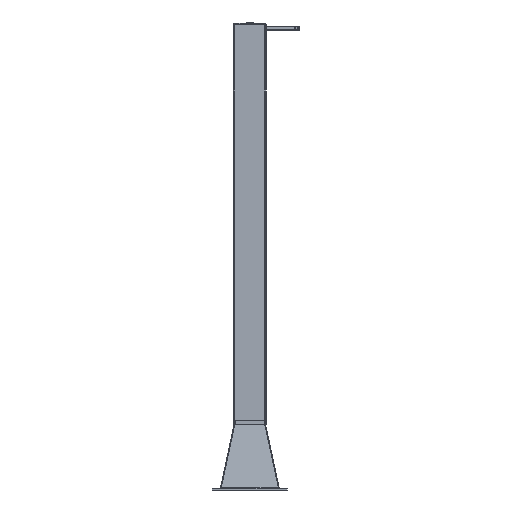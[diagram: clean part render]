
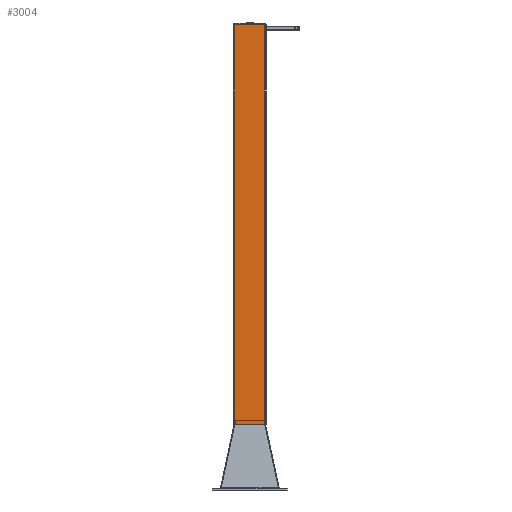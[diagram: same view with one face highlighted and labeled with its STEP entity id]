
A CAD part, left-side view. The second image highlights one B-rep face of the part: STEP entity #3004.
In plain terms, the highlighted face is planar.
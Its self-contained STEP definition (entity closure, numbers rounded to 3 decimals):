
#3004=ADVANCED_FACE('',(#5349),#5350,.T.);
#5349=FACE_OUTER_BOUND('',#8206,.T.);
#5350=PLANE('',#8207);
#8206=EDGE_LOOP('',(#18254,#18255,#18256,#18257));
#8207=AXIS2_PLACEMENT_3D('',#18258,#18259,#18260);
#18254=ORIENTED_EDGE('',*,*,#20189,.T.);
#18255=ORIENTED_EDGE('',*,*,#20694,.F.);
#18256=ORIENTED_EDGE('',*,*,#21422,.T.);
#18257=ORIENTED_EDGE('',*,*,#20601,.T.);
#18258=CARTESIAN_POINT('',(0.,-125.,0.));
#18259=DIRECTION('',(0.,-1.,0.));
#18260=DIRECTION('',(1.,0.,0.));
#20189=EDGE_CURVE('',#22249,#22247,#22250,.T.);
#20601=EDGE_CURVE('',#22919,#22249,#22920,.T.);
#20694=EDGE_CURVE('',#23061,#22247,#23063,.T.);
#21422=EDGE_CURVE('',#23061,#22919,#24047,.T.);
#22247=VERTEX_POINT('',#25514);
#22249=VERTEX_POINT('',#25516);
#22250=LINE('',#25517,#25518);
#22919=VERTEX_POINT('',#27182);
#22920=LINE('',#27183,#27184);
#23061=VERTEX_POINT('',#27629);
#23063=LINE('',#27631,#27632);
#24047=LINE('',#30381,#30382);
#25514=CARTESIAN_POINT('',(-113.,-125.,3000.));
#25516=CARTESIAN_POINT('',(113.,-125.,3000.));
#25517=CARTESIAN_POINT('',(-113.,-125.,3000.));
#25518=VECTOR('',#31720,1.);
#27182=CARTESIAN_POINT('',(113.,-125.,0.));
#27183=CARTESIAN_POINT('',(113.,-125.,0.));
#27184=VECTOR('',#32157,1.);
#27629=CARTESIAN_POINT('',(-113.,-125.,0.));
#27631=CARTESIAN_POINT('',(-113.,-125.,0.));
#27632=VECTOR('',#32242,1.);
#30381=CARTESIAN_POINT('',(-113.,-125.,0.));
#30382=VECTOR('',#32814,1.);
#31720=DIRECTION('',(-1.,0.,0.));
#32157=DIRECTION('',(0.,0.,1.));
#32242=DIRECTION('',(0.,0.,1.));
#32814=DIRECTION('',(1.,0.,0.));
